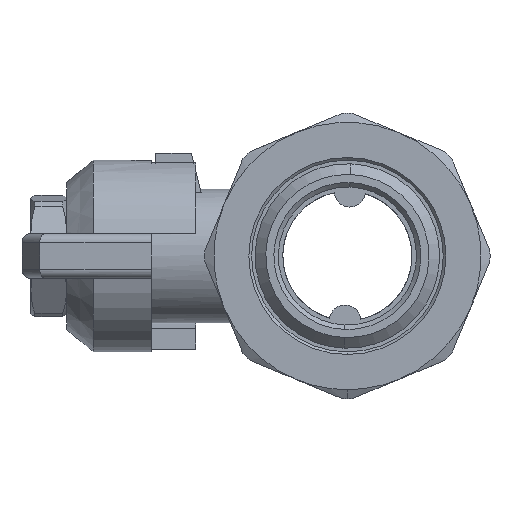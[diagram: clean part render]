
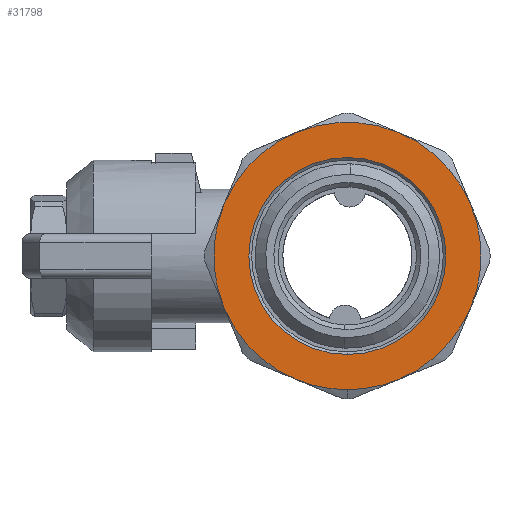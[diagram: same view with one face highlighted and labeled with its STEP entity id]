
A CAD part, left-side view. The second image highlights one B-rep face of the part: STEP entity #31798.
In plain terms, the highlighted planar face has unit normal (-1, 0, 0).
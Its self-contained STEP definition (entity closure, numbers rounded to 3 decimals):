
#826 = EDGE_CURVE ( 'NONE', #42181, #3800, #45383, .T. ) ;
#1762 = CARTESIAN_POINT ( 'NONE',  ( 0., -13.858, -5.74 ) ) ;
#2589 = EDGE_CURVE ( 'NONE', #31568, #51424, #31520, .T. ) ;
#2619 = CIRCLE ( 'NONE', #9802, 15. ) ;
#3800 = VERTEX_POINT ( 'NONE', #49071 ) ;
#4664 = FACE_BOUND ( 'NONE', #50727, .T. ) ;
#5204 = CARTESIAN_POINT ( 'NONE',  ( 0., 0., 0. ) ) ;
#6427 = CARTESIAN_POINT ( 'NONE',  ( 0., 0., 11.05 ) ) ;
#7453 = AXIS2_PLACEMENT_3D ( 'NONE', #11049, #39034, #15078 ) ;
#7636 = CARTESIAN_POINT ( 'NONE',  ( 0., 0., 0. ) ) ;
#7700 = ORIENTED_EDGE ( 'NONE', *, *, #32993, .T. ) ;
#8359 = AXIS2_PLACEMENT_3D ( 'NONE', #7636, #35640, #11683 ) ;
#9227 = DIRECTION ( 'NONE',  ( 0., 0., 1. ) ) ;
#9668 = ORIENTED_EDGE ( 'NONE', *, *, #34461, .T. ) ;
#9802 = AXIS2_PLACEMENT_3D ( 'NONE', #45559, #21599, #49591 ) ;
#10134 = DIRECTION ( 'NONE',  ( -1., 0., 0. ) ) ;
#10292 = DIRECTION ( 'NONE',  ( -1., 0., 0. ) ) ;
#10703 = CARTESIAN_POINT ( 'NONE',  ( 0., 0., 0. ) ) ;
#10907 = VERTEX_POINT ( 'NONE', #11462 ) ;
#11049 = CARTESIAN_POINT ( 'NONE',  ( 0., 0., 0. ) ) ;
#11415 = CARTESIAN_POINT ( 'NONE',  ( 0., 0., 0. ) ) ;
#11462 = CARTESIAN_POINT ( 'NONE',  ( 0., -5.74, -13.858 ) ) ;
#11683 = DIRECTION ( 'NONE',  ( 0., 0., 1. ) ) ;
#12389 = DIRECTION ( 'NONE',  ( -1., 0., 0. ) ) ;
#12577 = EDGE_CURVE ( 'NONE', #51424, #10907, #37147, .T. ) ;
#12858 = DIRECTION ( 'NONE',  ( 0., 0., -1. ) ) ;
#14266 = CIRCLE ( 'NONE', #21011, 15. ) ;
#14721 = DIRECTION ( 'NONE',  ( 0., 0., 1. ) ) ;
#15078 = DIRECTION ( 'NONE',  ( 0., 0., 1. ) ) ;
#15260 = ORIENTED_EDGE ( 'NONE', *, *, #2589, .T. ) ;
#15420 = DIRECTION ( 'NONE',  ( 0., 0., 1. ) ) ;
#16557 = FACE_OUTER_BOUND ( 'NONE', #17815, .T. ) ;
#16823 = ORIENTED_EDGE ( 'NONE', *, *, #49840, .F. ) ;
#17815 = EDGE_LOOP ( 'NONE', ( #36171, #41076, #40665, #15260, #50694, #7700, #51242, #9668, #37199 ) ) ;
#18274 = VERTEX_POINT ( 'NONE', #23225 ) ;
#19274 = CIRCLE ( 'NONE', #40019, 15. ) ;
#19383 = EDGE_CURVE ( 'NONE', #48655, #38668, #19274, .T. ) ;
#21011 = AXIS2_PLACEMENT_3D ( 'NONE', #34233, #10292, #38269 ) ;
#21565 = DIRECTION ( 'NONE',  ( -1., 0., 0. ) ) ;
#21599 = DIRECTION ( 'NONE',  ( -1., 0., 0. ) ) ;
#22108 = CARTESIAN_POINT ( 'NONE',  ( 0., 0., -15. ) ) ;
#22585 = CARTESIAN_POINT ( 'NONE',  ( 0., 0., 0. ) ) ;
#23225 = CARTESIAN_POINT ( 'NONE',  ( 0., 13.858, -5.74 ) ) ;
#24128 = EDGE_CURVE ( 'NONE', #18274, #31568, #14266, .T. ) ;
#26596 = DIRECTION ( 'NONE',  ( 0., 0., 1. ) ) ;
#29088 = VERTEX_POINT ( 'NONE', #6427 ) ;
#29163 = AXIS2_PLACEMENT_3D ( 'NONE', #22585, #50583, #26596 ) ;
#29211 = AXIS2_PLACEMENT_3D ( 'NONE', #40686, #36814, #12858 ) ;
#29498 = CIRCLE ( 'NONE', #46094, 11.05 ) ;
#30121 = CIRCLE ( 'NONE', #30993, 15. ) ;
#30744 = CIRCLE ( 'NONE', #29163, 15. ) ;
#30993 = AXIS2_PLACEMENT_3D ( 'NONE', #11415, #39387, #15420 ) ;
#31520 = CIRCLE ( 'NONE', #49319, 15. ) ;
#31568 = VERTEX_POINT ( 'NONE', #34014 ) ;
#31798 = ADVANCED_FACE ( 'NONE', ( #4664, #16557 ), #32782, .F. ) ;
#32782 = PLANE ( 'NONE',  #29211 ) ;
#32826 = AXIS2_PLACEMENT_3D ( 'NONE', #45527, #21565, #49557 ) ;
#32993 = EDGE_CURVE ( 'NONE', #10907, #42181, #47794, .T. ) ;
#33185 = DIRECTION ( 'NONE',  ( -1., 0., 0. ) ) ;
#33199 = CARTESIAN_POINT ( 'NONE',  ( 0., -5.74, 13.858 ) ) ;
#34014 = CARTESIAN_POINT ( 'NONE',  ( 0., 5.74, -13.858 ) ) ;
#34077 = CARTESIAN_POINT ( 'NONE',  ( 0., 0., 0. ) ) ;
#34233 = CARTESIAN_POINT ( 'NONE',  ( 0., 0., 0. ) ) ;
#34461 = EDGE_CURVE ( 'NONE', #3800, #44141, #2619, .T. ) ;
#35556 = EDGE_CURVE ( 'NONE', #44141, #48655, #30121, .T. ) ;
#35588 = ORIENTED_EDGE ( 'NONE', *, *, #36247, .F. ) ;
#35640 = DIRECTION ( 'NONE',  ( -1., 0., 0. ) ) ;
#36019 = CARTESIAN_POINT ( 'NONE',  ( 0., 13.858, 5.74 ) ) ;
#36171 = ORIENTED_EDGE ( 'NONE', *, *, #19383, .T. ) ;
#36247 = EDGE_CURVE ( 'NONE', #29088, #49439, #29498, .T. ) ;
#36352 = CARTESIAN_POINT ( 'NONE',  ( 0., 0., 0. ) ) ;
#36684 = CARTESIAN_POINT ( 'NONE',  ( 0., 5.74, 13.858 ) ) ;
#36721 = AXIS2_PLACEMENT_3D ( 'NONE', #34077, #10134, #38113 ) ;
#36814 = DIRECTION ( 'NONE',  ( 1., 0., 0. ) ) ;
#37147 = CIRCLE ( 'NONE', #8359, 15. ) ;
#37199 = ORIENTED_EDGE ( 'NONE', *, *, #35556, .T. ) ;
#38113 = DIRECTION ( 'NONE',  ( 0., 0., 1. ) ) ;
#38269 = DIRECTION ( 'NONE',  ( 0., 0., 1. ) ) ;
#38663 = DIRECTION ( 'NONE',  ( -1., 0., 0. ) ) ;
#38668 = VERTEX_POINT ( 'NONE', #36019 ) ;
#39034 = DIRECTION ( 'NONE',  ( -1., 0., 0. ) ) ;
#39387 = DIRECTION ( 'NONE',  ( -1., 0., 0. ) ) ;
#40019 = AXIS2_PLACEMENT_3D ( 'NONE', #10703, #38663, #14721 ) ;
#40227 = CARTESIAN_POINT ( 'NONE',  ( 0., 0., -11.05 ) ) ;
#40386 = DIRECTION ( 'NONE',  ( 0., 0., 1. ) ) ;
#40665 = ORIENTED_EDGE ( 'NONE', *, *, #24128, .T. ) ;
#40686 = CARTESIAN_POINT ( 'NONE',  ( 0., 11.05, 0. ) ) ;
#41076 = ORIENTED_EDGE ( 'NONE', *, *, #45062, .T. ) ;
#42181 = VERTEX_POINT ( 'NONE', #1762 ) ;
#44141 = VERTEX_POINT ( 'NONE', #33199 ) ;
#45062 = EDGE_CURVE ( 'NONE', #38668, #18274, #30744, .T. ) ;
#45383 = CIRCLE ( 'NONE', #32826, 15. ) ;
#45527 = CARTESIAN_POINT ( 'NONE',  ( 0., 0., 0. ) ) ;
#45559 = CARTESIAN_POINT ( 'NONE',  ( 0., 0., 0. ) ) ;
#46094 = AXIS2_PLACEMENT_3D ( 'NONE', #36352, #12389, #40386 ) ;
#47794 = CIRCLE ( 'NONE', #7453, 15. ) ;
#48655 = VERTEX_POINT ( 'NONE', #36684 ) ;
#49071 = CARTESIAN_POINT ( 'NONE',  ( 0., -13.858, 5.74 ) ) ;
#49319 = AXIS2_PLACEMENT_3D ( 'NONE', #5204, #33185, #9227 ) ;
#49439 = VERTEX_POINT ( 'NONE', #40227 ) ;
#49557 = DIRECTION ( 'NONE',  ( 0., 0., 1. ) ) ;
#49591 = DIRECTION ( 'NONE',  ( 0., 0., 1. ) ) ;
#49840 = EDGE_CURVE ( 'NONE', #49439, #29088, #50051, .T. ) ;
#50051 = CIRCLE ( 'NONE', #36721, 11.05 ) ;
#50583 = DIRECTION ( 'NONE',  ( -1., 0., 0. ) ) ;
#50694 = ORIENTED_EDGE ( 'NONE', *, *, #12577, .T. ) ;
#50727 = EDGE_LOOP ( 'NONE', ( #35588, #16823 ) ) ;
#51242 = ORIENTED_EDGE ( 'NONE', *, *, #826, .T. ) ;
#51424 = VERTEX_POINT ( 'NONE', #22108 ) ;
